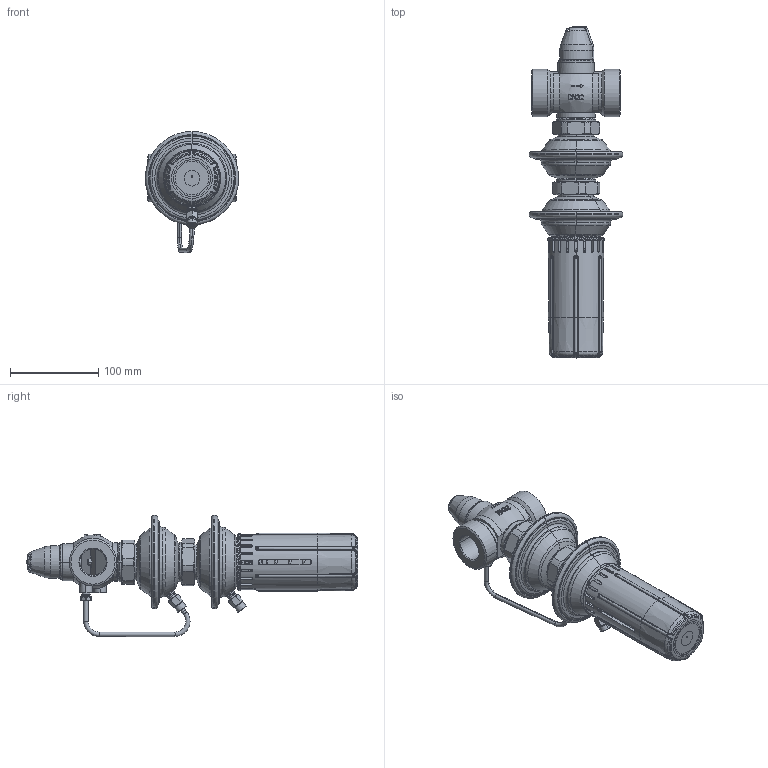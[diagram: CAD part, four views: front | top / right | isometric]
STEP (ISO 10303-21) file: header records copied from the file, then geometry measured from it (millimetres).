
FILE_DESCRIPTION((''),'2;1');
FILE_NAME('003H6482','2015-03-09T',('u317927'),('Danfoss'),'PRO/ENGINEER BY PARAMETRIC TECHNOLOGY CORPORATION, 2014000','PRO/ENGINEER BY PARAMETRIC TECHNOLOGY CORPORATION, 2014000','');
FILE_SCHEMA(('CONFIG_CONTROL_DESIGN'));
Products named in the file (1): 003H6482
Bounding box: 106 x 377.01 x 137.5 mm (x, y, z)
Volume: 520475.8 mm3; surface area: 293340.2 mm2
Topology: 2 solids, 2 shells, 3476 faces, 9082 edges, 5622 vertices
Faces by surface type: plane 1233, cylinder 804, cone 534, bspline 534, torus 353, sphere 12, extrusion 6
Entity records: 163165 total; most frequent: CARTESIAN_POINT 83348, ORIENTED_EDGE 18116, DIRECTION 14949, EDGE_CURVE 9058, AXIS2_PLACEMENT_3D 6030, VERTEX_POINT 5622, EDGE_LOOP 3664, FACE_OUTER_BOUND 3476
